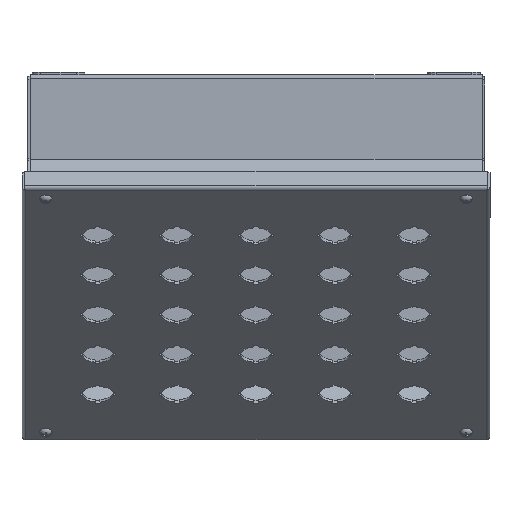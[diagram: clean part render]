
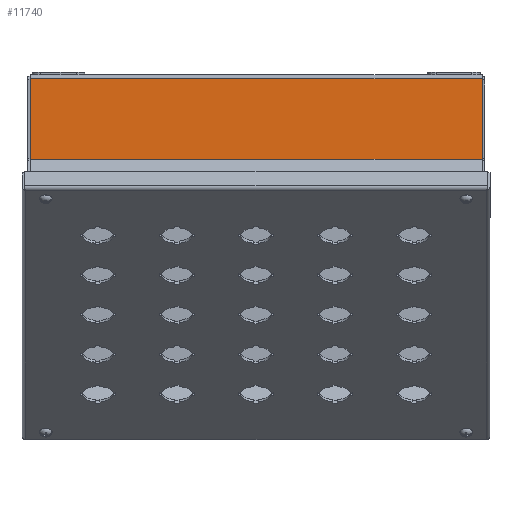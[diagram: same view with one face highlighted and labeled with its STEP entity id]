
A CAD part, top view. The second image highlights one B-rep face of the part: STEP entity #11740.
In plain terms, the highlighted planar face has unit normal (0, 0, 1).
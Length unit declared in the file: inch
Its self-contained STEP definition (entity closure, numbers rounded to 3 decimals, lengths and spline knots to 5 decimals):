
#2401 = FACE_OUTER_BOUND ( 'NONE', #10259, .T. ) ;
#2982 = LINE ( 'NONE', #4966, #10528 ) ;
#4966 = CARTESIAN_POINT ( 'NONE',  ( 6.428, -5.69967, 6.30767 ) ) ;
#8304 = DIRECTION ( 'NONE',  ( 0., 1., 0. ) ) ;
#9589 = CARTESIAN_POINT ( 'NONE',  ( 6.428, 4.1698, 6.30767 ) ) ;
#10247 = LINE ( 'NONE', #31502, #34938 ) ;
#10259 = EDGE_LOOP ( 'NONE', ( #18055, #13732, #16432, #10425 ) ) ;
#10425 = ORIENTED_EDGE ( 'NONE', *, *, #28443, .T. ) ;
#10528 = VECTOR ( 'NONE', #8304, 39.37008 ) ;
#11740 = ADVANCED_FACE ( 'NONE', ( #2401 ), #13397, .F. ) ;
#11974 = CARTESIAN_POINT ( 'NONE',  ( -6.428, 4.1698, 6.30767 ) ) ;
#13077 = DIRECTION ( 'NONE',  ( -1., 0., 0. ) ) ;
#13214 = DIRECTION ( 'NONE',  ( -1., 0., 0. ) ) ;
#13397 = PLANE ( 'NONE',  #22470 ) ;
#13732 = ORIENTED_EDGE ( 'NONE', *, *, #33152, .F. ) ;
#14804 = LINE ( 'NONE', #11974, #32585 ) ;
#14856 = DIRECTION ( 'NONE',  ( 0., 0., -1. ) ) ;
#15429 = VERTEX_POINT ( 'NONE', #32956 ) ;
#16022 = VERTEX_POINT ( 'NONE', #18038 ) ;
#16432 = ORIENTED_EDGE ( 'NONE', *, *, #31725, .F. ) ;
#18038 = CARTESIAN_POINT ( 'NONE',  ( -6.428, 4.1698, 6.30767 ) ) ;
#18055 = ORIENTED_EDGE ( 'NONE', *, *, #30338, .F. ) ;
#19272 = LINE ( 'NONE', #30580, #29126 ) ;
#21192 = CARTESIAN_POINT ( 'NONE',  ( -6.428, 4.2778, 6.30767 ) ) ;
#22470 = AXIS2_PLACEMENT_3D ( 'NONE', #21192, #14856, #13214 ) ;
#24568 = DIRECTION ( 'NONE',  ( 0., 1., 0. ) ) ;
#25802 = CARTESIAN_POINT ( 'NONE',  ( -6.428, 1.88144, 6.30767 ) ) ;
#25961 = DIRECTION ( 'NONE',  ( 1., 0., 0. ) ) ;
#28443 = EDGE_CURVE ( 'NONE', #15429, #34844, #2982, .T. ) ;
#29126 = VECTOR ( 'NONE', #24568, 39.37008 ) ;
#30338 = EDGE_CURVE ( 'NONE', #16022, #34844, #14804, .T. ) ;
#30580 = CARTESIAN_POINT ( 'NONE',  ( -6.428, -5.4097, 6.30767 ) ) ;
#31502 = CARTESIAN_POINT ( 'NONE',  ( -6.428, 1.88144, 6.30767 ) ) ;
#31725 = EDGE_CURVE ( 'NONE', #15429, #33267, #10247, .T. ) ;
#32585 = VECTOR ( 'NONE', #25961, 39.37008 ) ;
#32956 = CARTESIAN_POINT ( 'NONE',  ( 6.428, 1.88144, 6.30767 ) ) ;
#33152 = EDGE_CURVE ( 'NONE', #33267, #16022, #19272, .T. ) ;
#33267 = VERTEX_POINT ( 'NONE', #25802 ) ;
#34844 = VERTEX_POINT ( 'NONE', #9589 ) ;
#34938 = VECTOR ( 'NONE', #13077, 39.37008 ) ;
